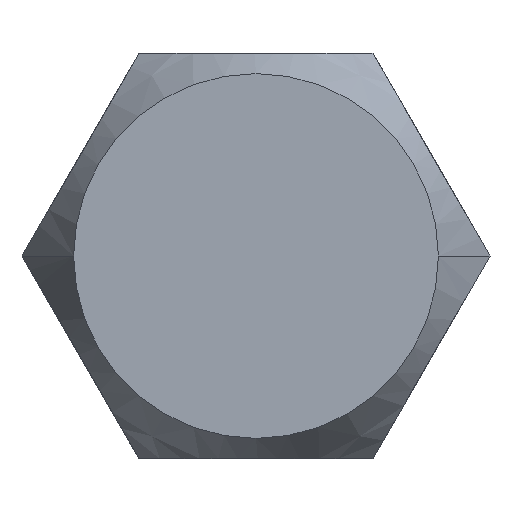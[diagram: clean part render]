
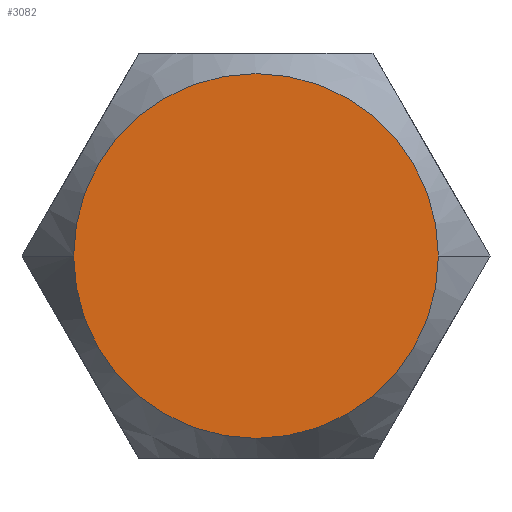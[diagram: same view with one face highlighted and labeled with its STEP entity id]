
A CAD part, front view. The second image highlights one B-rep face of the part: STEP entity #3082.
In plain terms, the highlighted planar face has unit normal (0, -1, 0).
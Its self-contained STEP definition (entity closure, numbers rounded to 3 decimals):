
#181 = PLANE ( 'NONE',  #2006 ) ;
#267 = EDGE_LOOP ( 'NONE', ( #2896, #4032 ) ) ;
#578 = AXIS2_PLACEMENT_3D ( 'NONE', #1645, #1707, #4082 ) ;
#588 = CARTESIAN_POINT ( 'NONE',  ( -2.858, 0., 0. ) ) ;
#658 = CARTESIAN_POINT ( 'NONE',  ( 2.858, 0., 0. ) ) ;
#839 = DIRECTION ( 'NONE',  ( 0., -1., 0. ) ) ;
#1236 = EDGE_CURVE ( 'Defeature ausgef�hrt1_28+Defeature ausgef�hrt1_29+Defeature ausgef�hrt1_29+Defeature ausgef�hrt1_29', #1637, #3765, #1571, .T. ) ;
#1253 = DIRECTION ( 'NONE',  ( 0., -1., 0. ) ) ;
#1571 = CIRCLE ( 'NONE', #2386, 2.858 ) ;
#1637 = VERTEX_POINT ( 'NONE', #658 ) ;
#1645 = CARTESIAN_POINT ( 'NONE',  ( 0., 0., 0. ) ) ;
#1707 = DIRECTION ( 'NONE',  ( 0., -1., 0. ) ) ;
#2006 = AXIS2_PLACEMENT_3D ( 'NONE', #2976, #1253, #3663 ) ;
#2386 = AXIS2_PLACEMENT_3D ( 'NONE', #3230, #839, #2564 ) ;
#2564 = DIRECTION ( 'NONE',  ( -1., 0., 0. ) ) ;
#2896 = ORIENTED_EDGE ( 'NONE', *, *, #1236, .T. ) ;
#2976 = CARTESIAN_POINT ( 'NONE',  ( 0., 0., 6.35 ) ) ;
#3007 = CIRCLE ( 'NONE', #578, 2.858 ) ;
#3082 = ADVANCED_FACE ( 'Defeature ausgef�hrt1_28', ( #3171 ), #181, .T. ) ;
#3171 = FACE_OUTER_BOUND ( 'NONE', #267, .T. ) ;
#3230 = CARTESIAN_POINT ( 'NONE',  ( 0., 0., 0. ) ) ;
#3663 = DIRECTION ( 'NONE',  ( -1., 0., 0. ) ) ;
#3765 = VERTEX_POINT ( 'NONE', #588 ) ;
#3848 = EDGE_CURVE ( 'Defeature ausgef�hrt1_28+Defeature ausgef�hrt1_29+Defeature ausgef�hrt1_29+Defeature ausgef�hrt1_29', #3765, #1637, #3007, .T. ) ;
#4032 = ORIENTED_EDGE ( 'NONE', *, *, #3848, .T. ) ;
#4082 = DIRECTION ( 'NONE',  ( -1., 0., 0. ) ) ;
